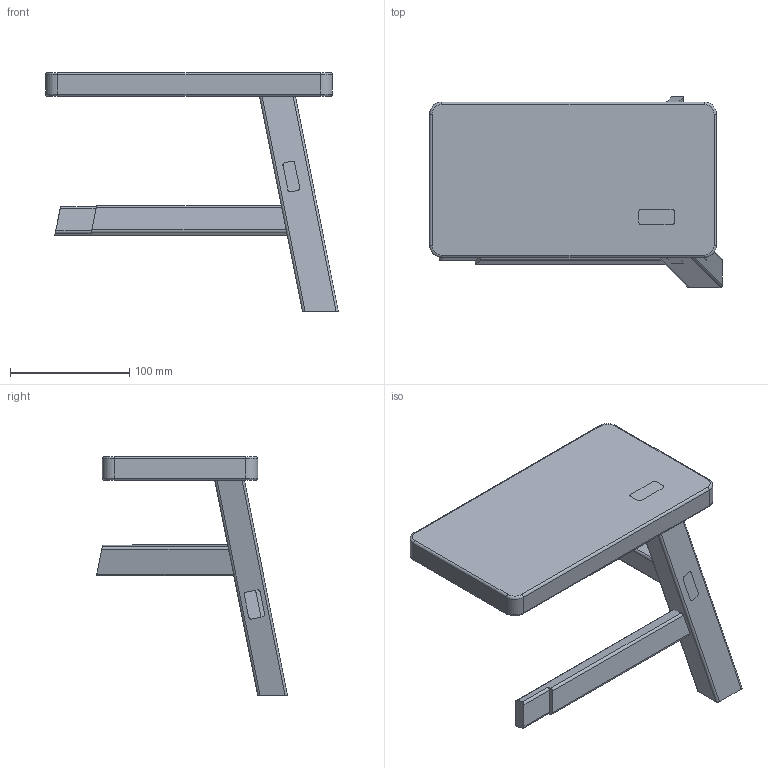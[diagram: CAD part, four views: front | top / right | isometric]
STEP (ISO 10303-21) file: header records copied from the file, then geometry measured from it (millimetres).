
FILE_DESCRIPTION(('FreeCAD Model'),'2;1');
FILE_NAME('Open CASCADE Shape Model','2025-05-16T22:56:10',(''),(''), 'Open CASCADE STEP processor 7.7','FreeCAD','Unknown');
FILE_SCHEMA(('AUTOMOTIVE_DESIGN { 1 0 10303 214 1 1 1 1 }'));
Length unit declared in the file: millimetre
Products named in the file (5): chair; Fillet002; Fillet003; Fillet; Fillet001
Assembly tree (4 placements, depth 2):
  chair
    Fillet002
    Fillet003
    Fillet
    Fillet001
Bounding box: 245 x 159.99 x 200 mm (x, y, z)
Volume: 866038.2 mm3; surface area: 123861.6 mm2
Topology: 4 solids, 4 shells, 76 faces, 198 edges, 130 vertices
Faces by surface type: plane 34, cylinder 34, torus 8
Entity records: 2468 total; most frequent: DIRECTION 436, CARTESIAN_POINT 409, ORIENTED_EDGE 396, EDGE_CURVE 198, AXIS2_PLACEMENT_3D 157, VERTEX_POINT 130, LINE 122, VECTOR 122
